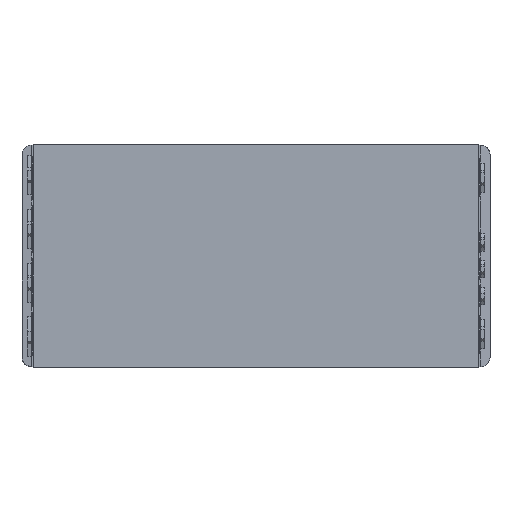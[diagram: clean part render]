
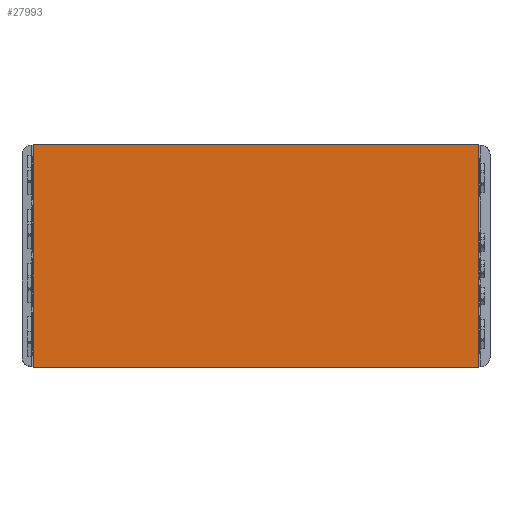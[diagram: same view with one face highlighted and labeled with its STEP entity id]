
A CAD part, top view. The second image highlights one B-rep face of the part: STEP entity #27993.
In plain terms, the highlighted face is planar.
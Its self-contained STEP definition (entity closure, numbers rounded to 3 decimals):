
#1003=FACE_OUTER_BOUND('',#2369,.T.);
#2369=EDGE_LOOP('',(#20430,#20431,#20432,#20433));
#4460=LINE('',#40028,#8452);
#4464=LINE('',#40036,#8456);
#4467=LINE('',#40042,#8459);
#4470=LINE('',#40047,#8462);
#8452=VECTOR('',#32693,1000.);
#8456=VECTOR('',#32699,1000.);
#8459=VECTOR('',#32704,1000.);
#8462=VECTOR('',#32709,1000.);
#12110=VERTEX_POINT('',#40026);
#12111=VERTEX_POINT('',#40027);
#12114=VERTEX_POINT('',#40035);
#12116=VERTEX_POINT('',#40041);
#15202=EDGE_CURVE('',#12110,#12111,#4460,.T.);
#15206=EDGE_CURVE('',#12114,#12110,#4464,.T.);
#15209=EDGE_CURVE('',#12116,#12114,#4467,.T.);
#15212=EDGE_CURVE('',#12111,#12116,#4470,.T.);
#20430=ORIENTED_EDGE('',*,*,#15202,.T.);
#20431=ORIENTED_EDGE('',*,*,#15212,.T.);
#20432=ORIENTED_EDGE('',*,*,#15209,.T.);
#20433=ORIENTED_EDGE('',*,*,#15206,.T.);
#26649=PLANE('',#29675);
#27993=ADVANCED_FACE('',(#1003),#26649,.T.);
#29675=AXIS2_PLACEMENT_3D('',#40050,#32713,#32714);
#32693=DIRECTION('',(1.,0.,0.));
#32699=DIRECTION('',(0.,1.,0.));
#32704=DIRECTION('',(-1.,0.,0.));
#32709=DIRECTION('',(0.,-1.,0.));
#32713=DIRECTION('center_axis',(0.,0.,
-1.));
#32714=DIRECTION('ref_axis',(-1.,0.,0.));
#40026=CARTESIAN_POINT('',(-48.015,-24.153,-16.388));
#40027=CARTESIAN_POINT('',(-2.44,-24.153,-16.388));
#40028=CARTESIAN_POINT('',(-48.015,-24.153,-16.388));
#40035=CARTESIAN_POINT('',(-48.015,-46.953,-16.388));
#40036=CARTESIAN_POINT('',(-48.015,-46.953,-16.388));
#40041=CARTESIAN_POINT('',(-2.44,-46.953,-16.388));
#40042=CARTESIAN_POINT('',(-2.44,-46.953,-16.388));
#40047=CARTESIAN_POINT('',(-2.44,-24.153,-16.388));
#40050=CARTESIAN_POINT('Origin',(0.,0.,
-16.388));
